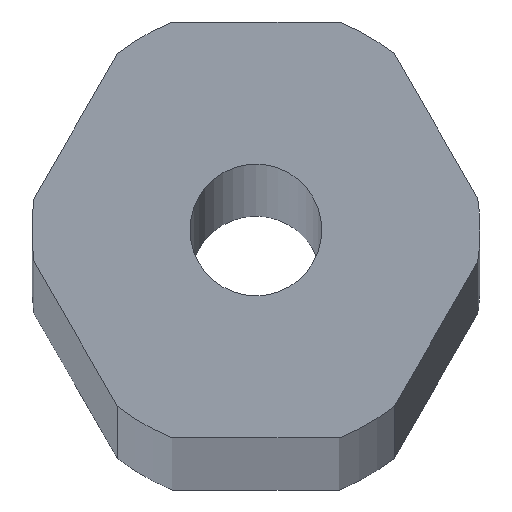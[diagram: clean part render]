
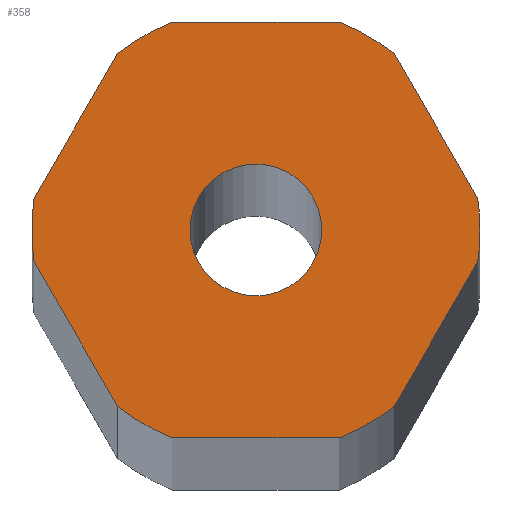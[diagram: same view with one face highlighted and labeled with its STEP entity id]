
A CAD part, top view. The second image highlights one B-rep face of the part: STEP entity #358.
In plain terms, the highlighted planar face has unit normal (0, 0, 1).
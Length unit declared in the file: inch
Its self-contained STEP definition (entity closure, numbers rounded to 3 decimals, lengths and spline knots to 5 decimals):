
#1 = DIRECTION ( 'NONE',  ( 0., 0., 1. ) ) ;
#6 = VERTEX_POINT ( 'NONE', #454 ) ;
#15 = EDGE_LOOP ( 'NONE', ( #596, #593, #94, #384, #50, #561, #361, #545, #554, #239, #155, #225, #482 ) ) ;
#21 = AXIS2_PLACEMENT_3D ( 'NONE', #167, #347, #534 ) ;
#28 = DIRECTION ( 'NONE',  ( 1., 0., 0. ) ) ;
#32 = VECTOR ( 'NONE', #291, 39.37008 ) ;
#33 = EDGE_CURVE ( 'NONE', #221, #64, #351, .T. ) ;
#41 = EDGE_CURVE ( 'NONE', #235, #232, #256, .T. ) ;
#48 = EDGE_CURVE ( 'NONE', #6, #54, #406, .T. ) ;
#49 = CARTESIAN_POINT ( 'NONE',  ( 0., 0., 18. ) ) ;
#50 = ORIENTED_EDGE ( 'NONE', *, *, #57, .T. ) ;
#54 = VERTEX_POINT ( 'NONE', #448 ) ;
#57 = EDGE_CURVE ( 'NONE', #277, #388, #117, .T. ) ;
#60 = VECTOR ( 'NONE', #346, 39.37008 ) ;
#63 = PLANE ( 'NONE',  #590 ) ;
#64 = VERTEX_POINT ( 'NONE', #309 ) ;
#72 = DIRECTION ( 'NONE',  ( 0., 0., 1. ) ) ;
#73 = CARTESIAN_POINT ( 'NONE',  ( 0.26776, 0.03823, 18. ) ) ;
#76 = DIRECTION ( 'NONE',  ( -0.5, -0.866, 0. ) ) ;
#83 = VECTOR ( 'NONE', #171, 39.37008 ) ;
#85 = CIRCLE ( 'NONE', #432, 0.27047 ) ;
#88 = EDGE_CURVE ( 'NONE', #248, #142, #510, .T. ) ;
#94 = ORIENTED_EDGE ( 'NONE', *, *, #207, .T. ) ;
#95 = AXIS2_PLACEMENT_3D ( 'NONE', #158, #490, #259 ) ;
#99 = DIRECTION ( 'NONE',  ( 1., 0., 0. ) ) ;
#102 = VERTEX_POINT ( 'NONE', #216 ) ;
#105 = FACE_OUTER_BOUND ( 'NONE', #15, .T. ) ;
#107 = EDGE_CURVE ( 'NONE', #102, #320, #317, .T. ) ;
#108 = CARTESIAN_POINT ( 'NONE',  ( 0.28983, 0., 18. ) ) ;
#110 = EDGE_CURVE ( 'NONE', #456, #417, #353, .T. ) ;
#117 = LINE ( 'NONE', #446, #400 ) ;
#142 = VERTEX_POINT ( 'NONE', #261 ) ;
#143 = AXIS2_PLACEMENT_3D ( 'NONE', #327, #565, #191 ) ;
#155 = ORIENTED_EDGE ( 'NONE', *, *, #41, .T. ) ;
#158 = CARTESIAN_POINT ( 'NONE',  ( 0., 0., 18. ) ) ;
#166 = CARTESIAN_POINT ( 'NONE',  ( -0.14491, -0.251, 18. ) ) ;
#167 = CARTESIAN_POINT ( 'NONE',  ( 0., 0., 18. ) ) ;
#171 = DIRECTION ( 'NONE',  ( 0.5, 0.866, 0. ) ) ;
#178 = CARTESIAN_POINT ( 'NONE',  ( 0.16699, -0.21277, 18. ) ) ;
#186 = DIRECTION ( 'NONE',  ( -1., 0., 0. ) ) ;
#191 = DIRECTION ( 'NONE',  ( 1., 0., 0. ) ) ;
#197 = CARTESIAN_POINT ( 'NONE',  ( 0.10077, 0.251, 18. ) ) ;
#201 = AXIS2_PLACEMENT_3D ( 'NONE', #299, #445, #525 ) ;
#207 = EDGE_CURVE ( 'NONE', #320, #473, #370, .T. ) ;
#208 = CARTESIAN_POINT ( 'NONE',  ( 0., 0., 18. ) ) ;
#216 = CARTESIAN_POINT ( 'NONE',  ( 0.16699, 0.21277, 18. ) ) ;
#221 = VERTEX_POINT ( 'NONE', #324 ) ;
#225 = ORIENTED_EDGE ( 'NONE', *, *, #306, .T. ) ;
#232 = VERTEX_POINT ( 'NONE', #544 ) ;
#234 = CARTESIAN_POINT ( 'NONE',  ( -0.0795, 0., 18. ) ) ;
#235 = VERTEX_POINT ( 'NONE', #178 ) ;
#236 = CARTESIAN_POINT ( 'NONE',  ( 0., 0., 18. ) ) ;
#238 = LINE ( 'NONE', #108, #32 ) ;
#239 = ORIENTED_EDGE ( 'NONE', *, *, #557, .T. ) ;
#248 = VERTEX_POINT ( 'NONE', #234 ) ;
#256 = LINE ( 'NONE', #342, #83 ) ;
#259 = DIRECTION ( 'NONE',  ( 1., 0., 0. ) ) ;
#261 = CARTESIAN_POINT ( 'NONE',  ( 0.0795, 0., 18. ) ) ;
#267 = CARTESIAN_POINT ( 'NONE',  ( -0.16699, 0.21277, 18. ) ) ;
#270 = DIRECTION ( 'NONE',  ( 0., 0., 1. ) ) ;
#276 = DIRECTION ( 'NONE',  ( 1., 0., 0. ) ) ;
#277 = VERTEX_POINT ( 'NONE', #267 ) ;
#280 = EDGE_CURVE ( 'NONE', #64, #6, #560, .T. ) ;
#291 = DIRECTION ( 'NONE',  ( -0.5, 0.866, 0. ) ) ;
#296 = VECTOR ( 'NONE', #186, 39.37008 ) ;
#299 = CARTESIAN_POINT ( 'NONE',  ( 0., 0., 18. ) ) ;
#302 = DIRECTION ( 'NONE',  ( 1., 0., 0. ) ) ;
#305 = CARTESIAN_POINT ( 'NONE',  ( 0., 0., 18. ) ) ;
#306 = EDGE_CURVE ( 'NONE', #232, #456, #501, .T. ) ;
#307 = CARTESIAN_POINT ( 'NONE',  ( -0.26776, 0.03823, 18. ) ) ;
#309 = CARTESIAN_POINT ( 'NONE',  ( -0.16699, -0.21277, 18. ) ) ;
#312 = CARTESIAN_POINT ( 'NONE',  ( 0., 0., 18. ) ) ;
#317 = CIRCLE ( 'NONE', #467, 0.27047 ) ;
#320 = VERTEX_POINT ( 'NONE', #197 ) ;
#324 = CARTESIAN_POINT ( 'NONE',  ( -0.26776, -0.03823, 18. ) ) ;
#326 = EDGE_CURVE ( 'NONE', #417, #102, #238, .T. ) ;
#327 = CARTESIAN_POINT ( 'NONE',  ( 0., 0., 18. ) ) ;
#329 = DIRECTION ( 'NONE',  ( 0., 0., 1. ) ) ;
#338 = ORIENTED_EDGE ( 'NONE', *, *, #88, .F. ) ;
#342 = CARTESIAN_POINT ( 'NONE',  ( 0.14491, -0.251, 18. ) ) ;
#343 = CIRCLE ( 'NONE', #442, 0.0795 ) ;
#346 = DIRECTION ( 'NONE',  ( 0.5, -0.866, 0. ) ) ;
#347 = DIRECTION ( 'NONE',  ( 0., 0., 1. ) ) ;
#351 = LINE ( 'NONE', #575, #60 ) ;
#353 = CIRCLE ( 'NONE', #95, 0.27047 ) ;
#358 = ADVANCED_FACE ( 'NONE', ( #471, #105 ), #63, .T. ) ;
#361 = ORIENTED_EDGE ( 'NONE', *, *, #33, .T. ) ;
#364 = AXIS2_PLACEMENT_3D ( 'NONE', #404, #72, #28 ) ;
#369 = DIRECTION ( 'NONE',  ( 1., 0., 0. ) ) ;
#370 = LINE ( 'NONE', #462, #296 ) ;
#379 = VECTOR ( 'NONE', #529, 39.37008 ) ;
#380 = CIRCLE ( 'NONE', #201, 0.27047 ) ;
#381 = EDGE_LOOP ( 'NONE', ( #504, #338 ) ) ;
#384 = ORIENTED_EDGE ( 'NONE', *, *, #537, .T. ) ;
#388 = VERTEX_POINT ( 'NONE', #307 ) ;
#390 = DIRECTION ( 'NONE',  ( 0., 0., 1. ) ) ;
#400 = VECTOR ( 'NONE', #76, 39.37008 ) ;
#403 = CARTESIAN_POINT ( 'NONE',  ( 0.27047, 0., 18. ) ) ;
#404 = CARTESIAN_POINT ( 'NONE',  ( 0., 0., 18. ) ) ;
#406 = LINE ( 'NONE', #166, #379 ) ;
#417 = VERTEX_POINT ( 'NONE', #73 ) ;
#432 = AXIS2_PLACEMENT_3D ( 'NONE', #312, #270, #369 ) ;
#439 = EDGE_CURVE ( 'NONE', #142, #248, #343, .T. ) ;
#442 = AXIS2_PLACEMENT_3D ( 'NONE', #208, #390, #483 ) ;
#443 = CARTESIAN_POINT ( 'NONE',  ( -0.10077, 0.251, 18. ) ) ;
#445 = DIRECTION ( 'NONE',  ( 0., 0., 1. ) ) ;
#446 = CARTESIAN_POINT ( 'NONE',  ( -0.14491, 0.251, 18. ) ) ;
#448 = CARTESIAN_POINT ( 'NONE',  ( 0.10077, -0.251, 18. ) ) ;
#454 = CARTESIAN_POINT ( 'NONE',  ( -0.10077, -0.251, 18. ) ) ;
#456 = VERTEX_POINT ( 'NONE', #403 ) ;
#462 = CARTESIAN_POINT ( 'NONE',  ( 0.14491, 0.251, 18. ) ) ;
#467 = AXIS2_PLACEMENT_3D ( 'NONE', #305, #579, #302 ) ;
#471 = FACE_BOUND ( 'NONE', #381, .T. ) ;
#473 = VERTEX_POINT ( 'NONE', #443 ) ;
#482 = ORIENTED_EDGE ( 'NONE', *, *, #110, .T. ) ;
#483 = DIRECTION ( 'NONE',  ( 1., 0., 0. ) ) ;
#490 = DIRECTION ( 'NONE',  ( 0., 0., 1. ) ) ;
#501 = CIRCLE ( 'NONE', #143, 0.27047 ) ;
#504 = ORIENTED_EDGE ( 'NONE', *, *, #439, .F. ) ;
#510 = CIRCLE ( 'NONE', #364, 0.0795 ) ;
#511 = AXIS2_PLACEMENT_3D ( 'NONE', #49, #1, #276 ) ;
#525 = DIRECTION ( 'NONE',  ( 1., 0., 0. ) ) ;
#529 = DIRECTION ( 'NONE',  ( 1., 0., 0. ) ) ;
#534 = DIRECTION ( 'NONE',  ( 1., 0., 0. ) ) ;
#537 = EDGE_CURVE ( 'NONE', #473, #277, #380, .T. ) ;
#540 = CIRCLE ( 'NONE', #21, 0.27047 ) ;
#544 = CARTESIAN_POINT ( 'NONE',  ( 0.26776, -0.03823, 18. ) ) ;
#545 = ORIENTED_EDGE ( 'NONE', *, *, #280, .T. ) ;
#554 = ORIENTED_EDGE ( 'NONE', *, *, #48, .T. ) ;
#557 = EDGE_CURVE ( 'NONE', #54, #235, #540, .T. ) ;
#560 = CIRCLE ( 'NONE', #511, 0.27047 ) ;
#561 = ORIENTED_EDGE ( 'NONE', *, *, #584, .T. ) ;
#565 = DIRECTION ( 'NONE',  ( 0., 0., 1. ) ) ;
#575 = CARTESIAN_POINT ( 'NONE',  ( -0.28983, 0., 18. ) ) ;
#579 = DIRECTION ( 'NONE',  ( 0., 0., 1. ) ) ;
#584 = EDGE_CURVE ( 'NONE', #388, #221, #85, .T. ) ;
#590 = AXIS2_PLACEMENT_3D ( 'NONE', #236, #329, #99 ) ;
#593 = ORIENTED_EDGE ( 'NONE', *, *, #107, .T. ) ;
#596 = ORIENTED_EDGE ( 'NONE', *, *, #326, .T. ) ;
